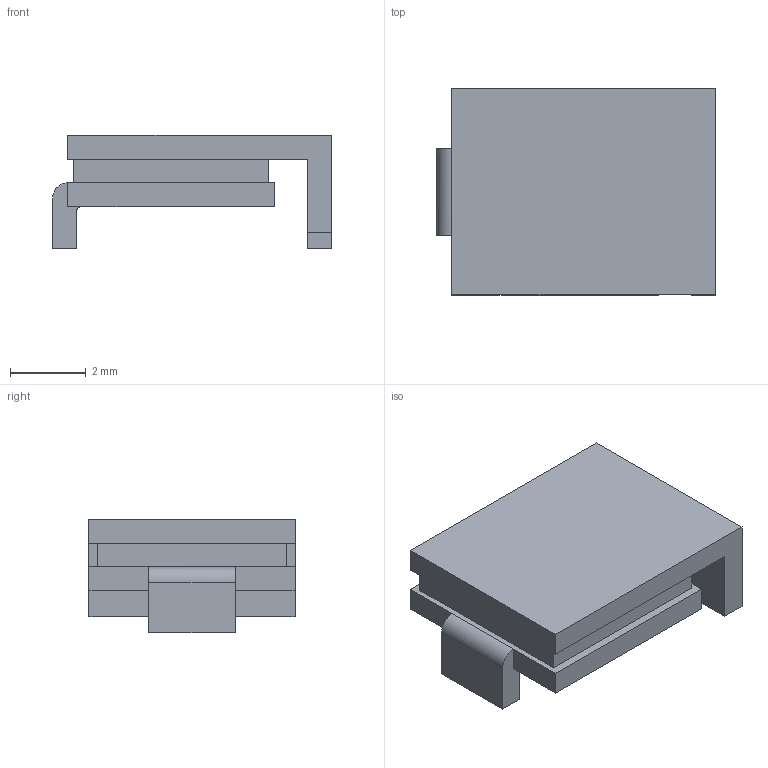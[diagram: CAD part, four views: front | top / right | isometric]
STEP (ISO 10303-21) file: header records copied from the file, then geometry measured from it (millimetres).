
FILE_DESCRIPTION(('FreeCAD Model'),'2;1');
FILE_NAME( 'Fuse_Bourns_MF-SM_7.98x5.44.step', '2018-03-22T16:01:11',('Author'),(''), 'Open CASCADE STEP processor 6.8','FreeCAD','Unknown');
FILE_SCHEMA(('AUTOMOTIVE_DESIGN_CC2 { 1 2 10303 214 -1 1 5 4 }'));
Length unit declared in the file: millimetre
Products named in the file (1): Scale001
Bounding box: 7.36 x 5.44 x 3 mm (x, y, z)
Volume: 68.4 mm3; surface area: 160 mm2
Topology: 1 solids, 1 shells, 30 faces, 76 edges, 50 vertices
Faces by surface type: bspline 30
Entity records: 1877 total; most frequent: CARTESIAN_POINT 647, B_SPLINE_CURVE_WITH_KNOTS 220, ORIENTED_EDGE 152, PCURVE 152, DEFINITIONAL_REPRESENTATION 152, EDGE_CURVE 76, SURFACE_CURVE 76, VERTEX_POINT 50
